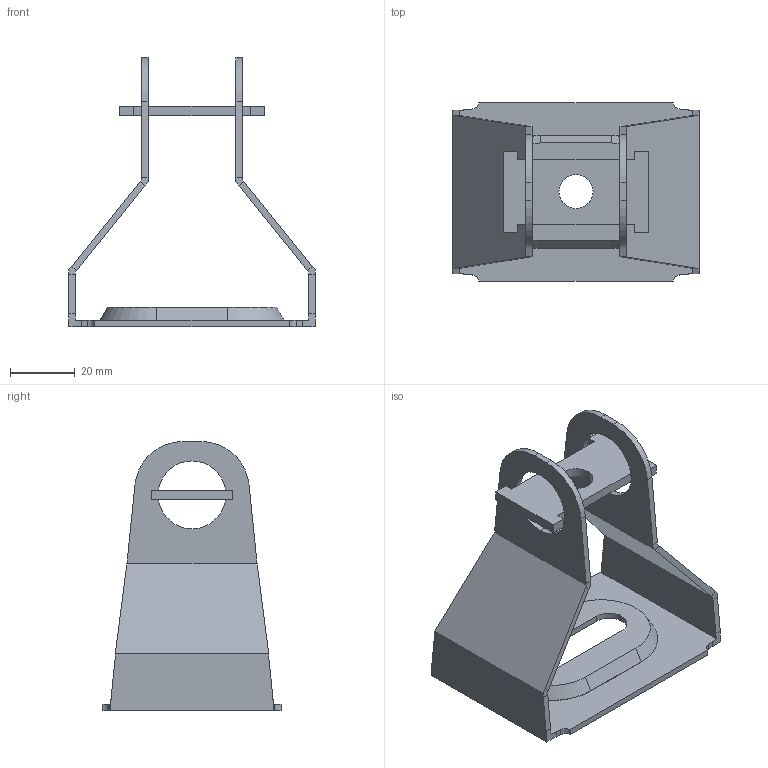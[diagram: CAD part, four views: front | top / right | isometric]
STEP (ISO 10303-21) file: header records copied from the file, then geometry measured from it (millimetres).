
FILE_DESCRIPTION (( 'STEP AP214' ), '1' );
FILE_NAME ('6356055.stp', '2020-06-02T08:18:00', ( '' ), ( '' ), 'SwSTEP 2.0', 'SolidWorks 2018', '' );
FILE_SCHEMA (( 'AUTOMOTIVE_DESIGN' ));
Length unit declared in the file: millimetre
Products named in the file (3): 000187_Standard; 6356055; 000186_Deckenb“el
Assembly tree (2 placements, depth 2):
  6356055
    000186_Deckenb“el
    000187_Standard
Bounding box: 76 x 55 x 83.02 mm (x, y, z)
Volume: 23184.2 mm3; surface area: 24929.2 mm2
Topology: 2 solids, 2 shells, 95 faces, 262 edges, 173 vertices
Faces by surface type: plane 56, cylinder 18, bspline 12, cone 6, torus 3
Entity records: 3430 total; most frequent: CARTESIAN_POINT 1011, ORIENTED_EDGE 524, DIRECTION 418, EDGE_CURVE 262, VERTEX_POINT 173, AXIS2_PLACEMENT_3D 140, VECTOR 138, LINE 138
